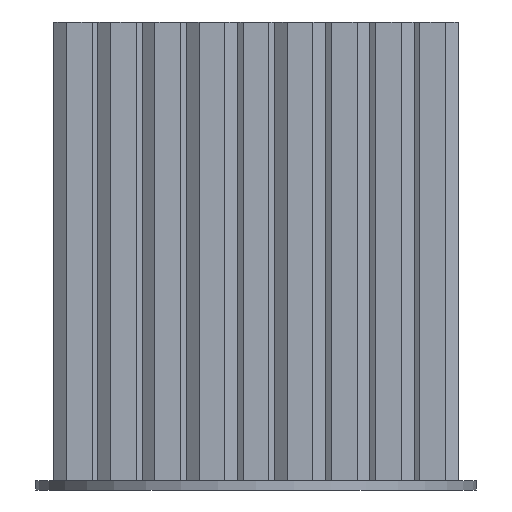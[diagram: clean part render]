
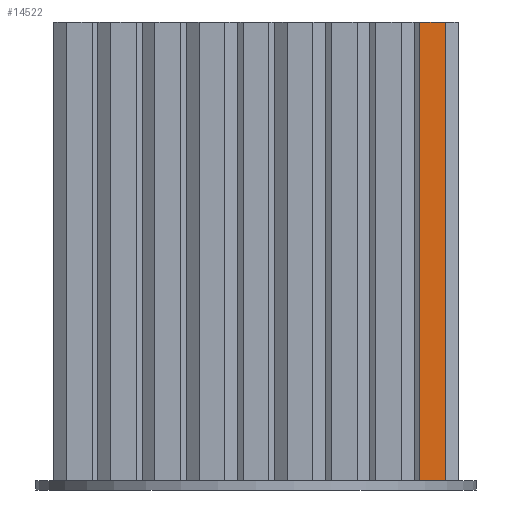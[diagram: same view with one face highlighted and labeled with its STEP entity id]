
A CAD part, front view. The second image highlights one B-rep face of the part: STEP entity #14522.
In plain terms, the highlighted planar face has unit normal (0, -1, 0).
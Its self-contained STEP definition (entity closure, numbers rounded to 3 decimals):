
#66 = PLANE('',#67);
#67 = AXIS2_PLACEMENT_3D('',#68,#69,#70);
#68 = CARTESIAN_POINT('',(0.,0.,1.));
#69 = DIRECTION('',(0.,0.,1.));
#70 = DIRECTION('',(1.,0.,0.));
#286 = EDGE_CURVE('',#287,#289,#291,.T.);
#287 = VERTEX_POINT('',#288);
#288 = CARTESIAN_POINT('',(17.84,-5.95,1.));
#289 = VERTEX_POINT('',#290);
#290 = CARTESIAN_POINT('',(20.64,-5.95,1.));
#291 = SURFACE_CURVE('',#292,(#296,#303),.PCURVE_S1.);
#292 = LINE('',#293,#294);
#293 = CARTESIAN_POINT('',(17.84,-5.95,1.));
#294 = VECTOR('',#295,1.);
#295 = DIRECTION('',(1.,0.,0.));
#296 = PCURVE('',#66,#297);
#297 = DEFINITIONAL_REPRESENTATION('',(#298),#302);
#298 = LINE('',#299,#300);
#299 = CARTESIAN_POINT('',(17.84,-5.95));
#300 = VECTOR('',#301,1.);
#301 = DIRECTION('',(1.,0.));
#302 = ( GEOMETRIC_REPRESENTATION_CONTEXT(2) 
PARAMETRIC_REPRESENTATION_CONTEXT() REPRESENTATION_CONTEXT('2D SPACE',''
  ) );
#303 = PCURVE('',#304,#309);
#304 = PLANE('',#305);
#305 = AXIS2_PLACEMENT_3D('',#306,#307,#308);
#306 = CARTESIAN_POINT('',(17.84,-5.95,1.));
#307 = DIRECTION('',(0.,1.,0.));
#308 = DIRECTION('',(1.,0.,0.));
#309 = DEFINITIONAL_REPRESENTATION('',(#310),#314);
#310 = LINE('',#311,#312);
#311 = CARTESIAN_POINT('',(0.,0.));
#312 = VECTOR('',#313,1.);
#313 = DIRECTION('',(1.,0.));
#314 = ( GEOMETRIC_REPRESENTATION_CONTEXT(2) 
PARAMETRIC_REPRESENTATION_CONTEXT() REPRESENTATION_CONTEXT('2D SPACE',''
  ) );
#332 = PLANE('',#333);
#333 = AXIS2_PLACEMENT_3D('',#334,#335,#336);
#334 = CARTESIAN_POINT('',(16.44,-4.96,1.));
#335 = DIRECTION('',(0.577,0.816,0.));
#336 = DIRECTION('',(0.816,-0.577,0.));
#442 = PLANE('',#443);
#443 = AXIS2_PLACEMENT_3D('',#444,#445,#446);
#444 = CARTESIAN_POINT('',(20.64,-5.95,1.));
#445 = DIRECTION('',(-0.577,0.816,0.));
#446 = DIRECTION('',(0.816,0.577,0.));
#14522 = ADVANCED_FACE('',(#14523),#304,.F.);
#14523 = FACE_BOUND('',#14524,.F.);
#14524 = EDGE_LOOP('',(#14525,#14548,#14576,#14597));
#14525 = ORIENTED_EDGE('',*,*,#14526,.T.);
#14526 = EDGE_CURVE('',#287,#14527,#14529,.T.);
#14527 = VERTEX_POINT('',#14528);
#14528 = CARTESIAN_POINT('',(17.84,-5.95,51.));
#14529 = SURFACE_CURVE('',#14530,(#14534,#14541),.PCURVE_S1.);
#14530 = LINE('',#14531,#14532);
#14531 = CARTESIAN_POINT('',(17.84,-5.95,1.));
#14532 = VECTOR('',#14533,1.);
#14533 = DIRECTION('',(0.,0.,1.));
#14534 = PCURVE('',#304,#14535);
#14535 = DEFINITIONAL_REPRESENTATION('',(#14536),#14540);
#14536 = LINE('',#14537,#14538);
#14537 = CARTESIAN_POINT('',(0.,0.));
#14538 = VECTOR('',#14539,1.);
#14539 = DIRECTION('',(0.,-1.));
#14540 = ( GEOMETRIC_REPRESENTATION_CONTEXT(2) 
PARAMETRIC_REPRESENTATION_CONTEXT() REPRESENTATION_CONTEXT('2D SPACE',''
  ) );
#14541 = PCURVE('',#332,#14542);
#14542 = DEFINITIONAL_REPRESENTATION('',(#14543),#14547);
#14543 = LINE('',#14544,#14545);
#14544 = CARTESIAN_POINT('',(1.715,0.));
#14545 = VECTOR('',#14546,1.);
#14546 = DIRECTION('',(0.,-1.));
#14547 = ( GEOMETRIC_REPRESENTATION_CONTEXT(2) 
PARAMETRIC_REPRESENTATION_CONTEXT() REPRESENTATION_CONTEXT('2D SPACE',''
  ) );
#14548 = ORIENTED_EDGE('',*,*,#14549,.T.);
#14549 = EDGE_CURVE('',#14527,#14550,#14552,.T.);
#14550 = VERTEX_POINT('',#14551);
#14551 = CARTESIAN_POINT('',(20.64,-5.95,51.));
#14552 = SURFACE_CURVE('',#14553,(#14557,#14564),.PCURVE_S1.);
#14553 = LINE('',#14554,#14555);
#14554 = CARTESIAN_POINT('',(17.84,-5.95,51.));
#14555 = VECTOR('',#14556,1.);
#14556 = DIRECTION('',(1.,0.,0.));
#14557 = PCURVE('',#304,#14558);
#14558 = DEFINITIONAL_REPRESENTATION('',(#14559),#14563);
#14559 = LINE('',#14560,#14561);
#14560 = CARTESIAN_POINT('',(0.,-50.));
#14561 = VECTOR('',#14562,1.);
#14562 = DIRECTION('',(1.,0.));
#14563 = ( GEOMETRIC_REPRESENTATION_CONTEXT(2) 
PARAMETRIC_REPRESENTATION_CONTEXT() REPRESENTATION_CONTEXT('2D SPACE',''
  ) );
#14564 = PCURVE('',#14565,#14570);
#14565 = PLANE('',#14566);
#14566 = AXIS2_PLACEMENT_3D('',#14567,#14568,#14569);
#14567 = CARTESIAN_POINT('',(19.24,-4.96,51.));
#14568 = DIRECTION('',(0.,0.,1.));
#14569 = DIRECTION('',(1.,0.,0.));
#14570 = DEFINITIONAL_REPRESENTATION('',(#14571),#14575);
#14571 = LINE('',#14572,#14573);
#14572 = CARTESIAN_POINT('',(-1.4,-0.99));
#14573 = VECTOR('',#14574,1.);
#14574 = DIRECTION('',(1.,0.));
#14575 = ( GEOMETRIC_REPRESENTATION_CONTEXT(2) 
PARAMETRIC_REPRESENTATION_CONTEXT() REPRESENTATION_CONTEXT('2D SPACE',''
  ) );
#14576 = ORIENTED_EDGE('',*,*,#14577,.F.);
#14577 = EDGE_CURVE('',#289,#14550,#14578,.T.);
#14578 = SURFACE_CURVE('',#14579,(#14583,#14590),.PCURVE_S1.);
#14579 = LINE('',#14580,#14581);
#14580 = CARTESIAN_POINT('',(20.64,-5.95,1.));
#14581 = VECTOR('',#14582,1.);
#14582 = DIRECTION('',(0.,0.,1.));
#14583 = PCURVE('',#304,#14584);
#14584 = DEFINITIONAL_REPRESENTATION('',(#14585),#14589);
#14585 = LINE('',#14586,#14587);
#14586 = CARTESIAN_POINT('',(2.8,0.));
#14587 = VECTOR('',#14588,1.);
#14588 = DIRECTION('',(0.,-1.));
#14589 = ( GEOMETRIC_REPRESENTATION_CONTEXT(2) 
PARAMETRIC_REPRESENTATION_CONTEXT() REPRESENTATION_CONTEXT('2D SPACE',''
  ) );
#14590 = PCURVE('',#442,#14591);
#14591 = DEFINITIONAL_REPRESENTATION('',(#14592),#14596);
#14592 = LINE('',#14593,#14594);
#14593 = CARTESIAN_POINT('',(0.,0.));
#14594 = VECTOR('',#14595,1.);
#14595 = DIRECTION('',(0.,-1.));
#14596 = ( GEOMETRIC_REPRESENTATION_CONTEXT(2) 
PARAMETRIC_REPRESENTATION_CONTEXT() REPRESENTATION_CONTEXT('2D SPACE',''
  ) );
#14597 = ORIENTED_EDGE('',*,*,#286,.F.);
